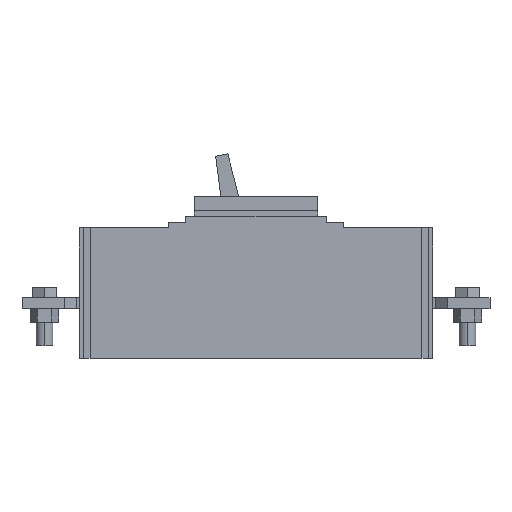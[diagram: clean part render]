
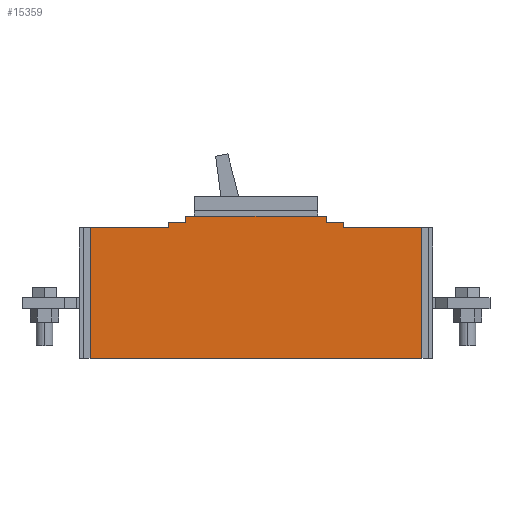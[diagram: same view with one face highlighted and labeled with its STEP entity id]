
A CAD part, left-side view. The second image highlights one B-rep face of the part: STEP entity #15359.
In plain terms, the highlighted planar face has unit normal (-1, 0, 0).
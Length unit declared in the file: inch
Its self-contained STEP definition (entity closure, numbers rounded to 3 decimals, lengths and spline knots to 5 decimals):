
#196 = VECTOR ( 'NONE', #12203, 39.37008 ) ;
#457 = VECTOR ( 'NONE', #14179, 39.37008 ) ;
#490 = FACE_OUTER_BOUND ( 'NONE', #17114, .T. ) ;
#616 = CARTESIAN_POINT ( 'NONE',  ( -2.75591, -0.51181, 3.72047 ) ) ;
#930 = CARTESIAN_POINT ( 'NONE',  ( -2.75591, -0.51181, 0. ) ) ;
#1056 = CARTESIAN_POINT ( 'NONE',  ( -2.75591, 1.73228, 0. ) ) ;
#1096 = DIRECTION ( 'NONE',  ( 0., -1., 0. ) ) ;
#1101 = VERTEX_POINT ( 'NONE', #616 ) ;
#1136 = CARTESIAN_POINT ( 'NONE',  ( -2.75591, 0., 3.72047 ) ) ;
#1385 = AXIS2_PLACEMENT_3D ( 'NONE', #15415, #18354, #16892 ) ;
#1712 = DIRECTION ( 'NONE',  ( 0., 0., -1. ) ) ;
#1817 = VERTEX_POINT ( 'NONE', #15590 ) ;
#1880 = EDGE_CURVE ( 'NONE', #17411, #5474, #11375, .T. ) ;
#1900 = LINE ( 'NONE', #2502, #3942 ) ;
#2434 = VERTEX_POINT ( 'NONE', #4285 ) ;
#2502 = CARTESIAN_POINT ( 'NONE',  ( -2.75591, 0., 3.87795 ) ) ;
#3182 = VECTOR ( 'NONE', #13856, 39.37008 ) ;
#3195 = CARTESIAN_POINT ( 'NONE',  ( -2.75591, 6.24016, 3.87795 ) ) ;
#3236 = CARTESIAN_POINT ( 'NONE',  ( -2.75591, -0.82677, 0. ) ) ;
#3373 = ORIENTED_EDGE ( 'NONE', *, *, #7154, .F. ) ;
#3531 = CARTESIAN_POINT ( 'NONE',  ( -2.75591, 6.24016, 4.05512 ) ) ;
#3778 = LINE ( 'NONE', #16737, #5784 ) ;
#3787 = CARTESIAN_POINT ( 'NONE',  ( -2.75591, 6.73228, 3.87795 ) ) ;
#3942 = VECTOR ( 'NONE', #1096, 39.37008 ) ;
#4047 = CARTESIAN_POINT ( 'NONE',  ( -2.75591, 0., 4.05512 ) ) ;
#4285 = CARTESIAN_POINT ( 'NONE',  ( -2.75591, 8.97638, 0. ) ) ;
#4658 = ORIENTED_EDGE ( 'NONE', *, *, #11670, .F. ) ;
#4737 = VECTOR ( 'NONE', #6541, 39.37008 ) ;
#5269 = VERTEX_POINT ( 'NONE', #6972 ) ;
#5406 = VECTOR ( 'NONE', #1712, 39.37008 ) ;
#5428 = LINE ( 'NONE', #3236, #17483 ) ;
#5474 = VERTEX_POINT ( 'NONE', #3195 ) ;
#5784 = VECTOR ( 'NONE', #9507, 39.37008 ) ;
#6409 = EDGE_CURVE ( 'NONE', #12766, #1817, #18264, .T. ) ;
#6453 = VECTOR ( 'NONE', #13959, 39.37008 ) ;
#6541 = DIRECTION ( 'NONE',  ( 0., 0., -1. ) ) ;
#6825 = ORIENTED_EDGE ( 'NONE', *, *, #18325, .F. ) ;
#6933 = VERTEX_POINT ( 'NONE', #14556 ) ;
#6972 = CARTESIAN_POINT ( 'NONE',  ( -2.75591, 6.73228, 3.72047 ) ) ;
#7124 = ORIENTED_EDGE ( 'NONE', *, *, #14504, .F. ) ;
#7154 = EDGE_CURVE ( 'NONE', #1817, #6933, #8401, .T. ) ;
#7373 = ORIENTED_EDGE ( 'NONE', *, *, #11237, .F. ) ;
#7438 = LINE ( 'NONE', #8996, #18596 ) ;
#7790 = EDGE_CURVE ( 'NONE', #8736, #1101, #3778, .T. ) ;
#7870 = DIRECTION ( 'NONE',  ( 0., 1., 0. ) ) ;
#7919 = LINE ( 'NONE', #12392, #196 ) ;
#7926 = CARTESIAN_POINT ( 'NONE',  ( -2.75591, 2.22441, 0. ) ) ;
#8315 = PLANE ( 'NONE',  #1385 ) ;
#8401 = LINE ( 'NONE', #7926, #3182 ) ;
#8736 = VERTEX_POINT ( 'NONE', #10422 ) ;
#8980 = VECTOR ( 'NONE', #12783, 39.37008 ) ;
#8996 = CARTESIAN_POINT ( 'NONE',  ( -2.75591, -0.51181, 0. ) ) ;
#9050 = DIRECTION ( 'NONE',  ( 0., 0., -1. ) ) ;
#9111 = ORIENTED_EDGE ( 'NONE', *, *, #6409, .F. ) ;
#9212 = LINE ( 'NONE', #11095, #6453 ) ;
#9237 = CARTESIAN_POINT ( 'NONE',  ( -2.75591, 1.73228, 3.87795 ) ) ;
#9507 = DIRECTION ( 'NONE',  ( 0., -1., 0. ) ) ;
#9641 = ORIENTED_EDGE ( 'NONE', *, *, #1880, .F. ) ;
#9960 = ORIENTED_EDGE ( 'NONE', *, *, #12840, .F. ) ;
#10090 = VERTEX_POINT ( 'NONE', #12615 ) ;
#10422 = CARTESIAN_POINT ( 'NONE',  ( -2.75591, 1.73228, 3.72047 ) ) ;
#10548 = VECTOR ( 'NONE', #16867, 39.37008 ) ;
#11095 = CARTESIAN_POINT ( 'NONE',  ( -2.75591, 6.73228, 0. ) ) ;
#11237 = EDGE_CURVE ( 'NONE', #10090, #5269, #14215, .T. ) ;
#11375 = LINE ( 'NONE', #15532, #457 ) ;
#11670 = EDGE_CURVE ( 'NONE', #6933, #16374, #1900, .T. ) ;
#12203 = DIRECTION ( 'NONE',  ( 0., 0., 1. ) ) ;
#12392 = CARTESIAN_POINT ( 'NONE',  ( -2.75591, 6.24016, 0. ) ) ;
#12573 = ORIENTED_EDGE ( 'NONE', *, *, #7790, .F. ) ;
#12615 = CARTESIAN_POINT ( 'NONE',  ( -2.75591, 8.97638, 3.72047 ) ) ;
#12766 = VERTEX_POINT ( 'NONE', #3531 ) ;
#12783 = DIRECTION ( 'NONE',  ( 0., -1., 0. ) ) ;
#12840 = EDGE_CURVE ( 'NONE', #16374, #8736, #14521, .T. ) ;
#12845 = VERTEX_POINT ( 'NONE', #930 ) ;
#13013 = ORIENTED_EDGE ( 'NONE', *, *, #14476, .T. ) ;
#13856 = DIRECTION ( 'NONE',  ( 0., 0., -1. ) ) ;
#13959 = DIRECTION ( 'NONE',  ( 0., 0., 1. ) ) ;
#14179 = DIRECTION ( 'NONE',  ( 0., -1., 0. ) ) ;
#14215 = LINE ( 'NONE', #1136, #8980 ) ;
#14312 = ORIENTED_EDGE ( 'NONE', *, *, #17382, .F. ) ;
#14476 = EDGE_CURVE ( 'NONE', #10090, #2434, #16082, .T. ) ;
#14504 = EDGE_CURVE ( 'NONE', #1101, #12845, #7438, .T. ) ;
#14521 = LINE ( 'NONE', #1056, #4737 ) ;
#14556 = CARTESIAN_POINT ( 'NONE',  ( -2.75591, 2.22441, 3.87795 ) ) ;
#15359 = ADVANCED_FACE ( 'NONE', ( #490 ), #8315, .F. ) ;
#15415 = CARTESIAN_POINT ( 'NONE',  ( -2.75591, 0., 0. ) ) ;
#15532 = CARTESIAN_POINT ( 'NONE',  ( -2.75591, 0., 3.87795 ) ) ;
#15590 = CARTESIAN_POINT ( 'NONE',  ( -2.75591, 2.22441, 4.05512 ) ) ;
#15692 = EDGE_CURVE ( 'NONE', #5474, #12766, #7919, .T. ) ;
#16075 = CARTESIAN_POINT ( 'NONE',  ( -2.75591, 8.97638, 3.72047 ) ) ;
#16082 = LINE ( 'NONE', #16075, #5406 ) ;
#16374 = VERTEX_POINT ( 'NONE', #9237 ) ;
#16737 = CARTESIAN_POINT ( 'NONE',  ( -2.75591, 0., 3.72047 ) ) ;
#16867 = DIRECTION ( 'NONE',  ( 0., -1., 0. ) ) ;
#16892 = DIRECTION ( 'NONE',  ( 0., 0., -1. ) ) ;
#17114 = EDGE_LOOP ( 'NONE', ( #12573, #9960, #4658, #3373, #9111, #17320, #9641, #14312, #7373, #13013, #6825, #7124 ) ) ;
#17320 = ORIENTED_EDGE ( 'NONE', *, *, #15692, .F. ) ;
#17382 = EDGE_CURVE ( 'NONE', #5269, #17411, #9212, .T. ) ;
#17411 = VERTEX_POINT ( 'NONE', #3787 ) ;
#17483 = VECTOR ( 'NONE', #7870, 39.37008 ) ;
#18264 = LINE ( 'NONE', #4047, #10548 ) ;
#18325 = EDGE_CURVE ( 'NONE', #12845, #2434, #5428, .T. ) ;
#18354 = DIRECTION ( 'NONE',  ( 1., 0., 0. ) ) ;
#18596 = VECTOR ( 'NONE', #9050, 39.37008 ) ;
